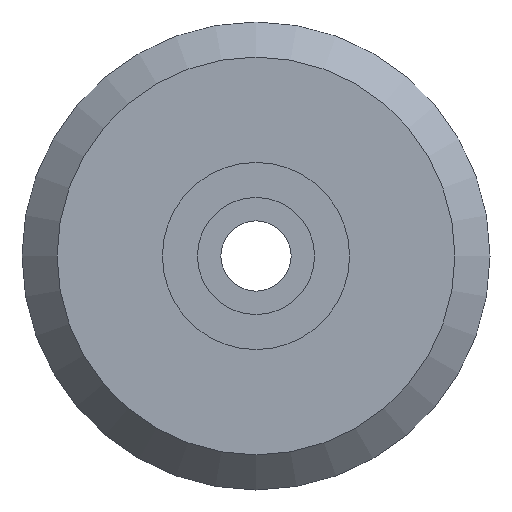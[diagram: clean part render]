
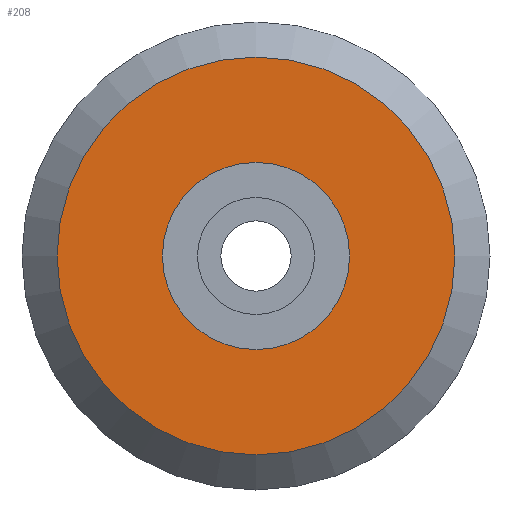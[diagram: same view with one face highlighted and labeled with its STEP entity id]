
A CAD part, left-side view. The second image highlights one B-rep face of the part: STEP entity #208.
In plain terms, the highlighted planar face has unit normal (-1, 0, 0).
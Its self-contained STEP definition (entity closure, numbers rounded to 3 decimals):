
#2 = CIRCLE ( 'NONE', #149, 17. ) ;
#5 = CARTESIAN_POINT ( 'NONE',  ( 2.3, 0., 0. ) ) ;
#6 = VERTEX_POINT ( 'NONE', #50 ) ;
#34 = EDGE_LOOP ( 'NONE', ( #36 ) ) ;
#36 = ORIENTED_EDGE ( 'NONE', *, *, #131, .F. ) ;
#38 = DIRECTION ( 'NONE',  ( -1., 0., 0. ) ) ;
#50 = CARTESIAN_POINT ( 'NONE',  ( 2.3, 0., 8. ) ) ;
#51 = CIRCLE ( 'NONE', #121, 8. ) ;
#69 = DIRECTION ( 'NONE',  ( 0., 0., 1. ) ) ;
#85 = CARTESIAN_POINT ( 'NONE',  ( 2.3, 0., 17. ) ) ;
#88 = DIRECTION ( 'NONE',  ( -1., 0., 0. ) ) ;
#102 = FACE_BOUND ( 'NONE', #34, .T. ) ;
#120 = VERTEX_POINT ( 'NONE', #85 ) ;
#121 = AXIS2_PLACEMENT_3D ( 'NONE', #196, #38, #182 ) ;
#131 = EDGE_CURVE ( 'NONE', #6, #6, #51, .T. ) ;
#137 = PLANE ( 'NONE',  #139 ) ;
#139 = AXIS2_PLACEMENT_3D ( 'NONE', #187, #203, #218 ) ;
#145 = EDGE_LOOP ( 'NONE', ( #209 ) ) ;
#149 = AXIS2_PLACEMENT_3D ( 'NONE', #5, #88, #69 ) ;
#170 = EDGE_CURVE ( 'NONE', #120, #120, #2, .T. ) ;
#171 = FACE_OUTER_BOUND ( 'NONE', #145, .T. ) ;
#182 = DIRECTION ( 'NONE',  ( 0., 0., 1. ) ) ;
#187 = CARTESIAN_POINT ( 'NONE',  ( 2.3, 8., 0. ) ) ;
#196 = CARTESIAN_POINT ( 'NONE',  ( 2.3, 0., 0. ) ) ;
#203 = DIRECTION ( 'NONE',  ( 1., 0., 0. ) ) ;
#208 = ADVANCED_FACE ( 'NONE', ( #102, #171 ), #137, .F. ) ;
#209 = ORIENTED_EDGE ( 'NONE', *, *, #170, .T. ) ;
#218 = DIRECTION ( 'NONE',  ( 0., 0., -1. ) ) ;
